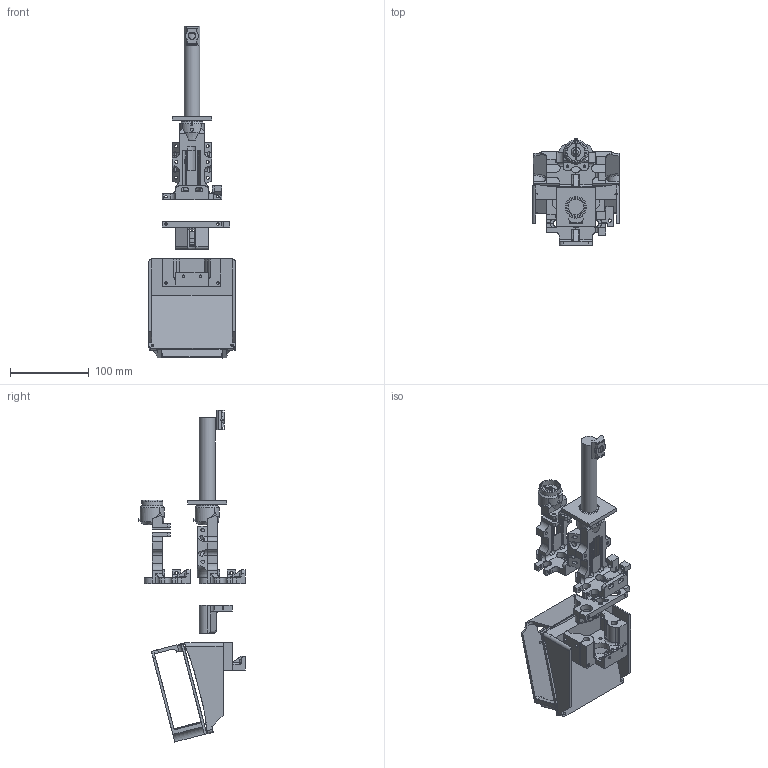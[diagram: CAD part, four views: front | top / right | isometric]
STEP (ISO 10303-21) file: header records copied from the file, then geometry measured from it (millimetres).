
FILE_DESCRIPTION(/* description */ (''),/* implementation_level */ '2;1');
FILE_NAME(/* name */ 'v11 v24.step',/* time_stamp */ '2024-11-29T10:53:52Z',/* author */ (''),/* organization */ (''),/* preprocessor_version */ 'ST-DEVELOPER v20',/* originating_system */ 'Autodesk Translation Framework v13.20.0.188',/* authorisation */ '');
FILE_SCHEMA (('AUTOMOTIVE_DESIGN { 1 0 10303 214 3 1 1 }'));
Length unit declared in the file: millimetre
Products named in the file (19): v11; Version 9_Jacket Top v1; Version 9_Jacket Lower v1; Motor Mount; Runner; 5mm Syringe Spacer; 10mm Syringe Spacer ; 2.5mm Syringe Spacer; 1mm Syringe Spacer; 20mm Syringe Spacer; PCB_Mount; Cover; Sample Collector; Electrode Insertion Jig; Collector Electrode; V 11 Jacket Top Adaptable; V11 Sprayer Head; V11 Jacket Top Body; 2.5mm Head Spacer
Assembly tree (18 placements, depth 3):
  v11
    Version 9_Jacket Top v1
    Version 9_Jacket Lower v1
    Motor Mount
    Runner
    5mm Syringe Spacer
    10mm Syringe Spacer 
    2.5mm Syringe Spacer
    1mm Syringe Spacer
    20mm Syringe Spacer
    PCB_Mount
    Cover
    Sample Collector
    Electrode Insertion Jig
    Collector Electrode
    V 11 Jacket Top Adaptable
      V11 Sprayer Head
      V11 Jacket Top Body
      2.5mm Head Spacer
Bounding box: 110.2 x 135.25 x 422.58 mm (x, y, z)
Volume: 448045 mm3; surface area: 197190.3 mm2
Topology: 16 solids, 18 shells, 886 faces, 2541 edges, 1666 vertices
Faces by surface type: plane 444, cylinder 351, torus 40, bspline 31, cone 14, sphere 6
Full cylindrical faces by diameter (mm): 0.02 x6, 2 x4, 3 x6, 3.1 x4, 3.2 x28, 4 x27, 4.1 x9, 4.3 x2, 4.5 x5, 5 x4, 5.4 x2, 8.8 x1, 9.848 x2, 10.25 x1, 10.881 x2, 11 x2, 12 x2, 20 x1, 23 x2, 24 x1, 27 x2, 31 x2
Entity records: 32962 total; most frequent: CARTESIAN_POINT 8713, ORIENTED_EDGE 5082, DIRECTION 4881, EDGE_CURVE 2541, AXIS2_PLACEMENT_3D 1733, VERTEX_POINT 1666, LINE 1415, VECTOR 1415
